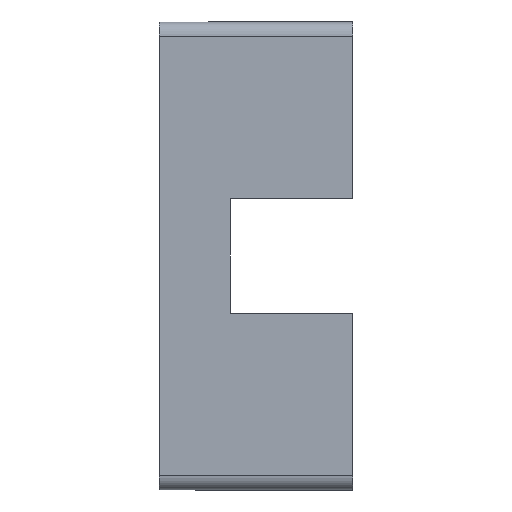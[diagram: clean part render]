
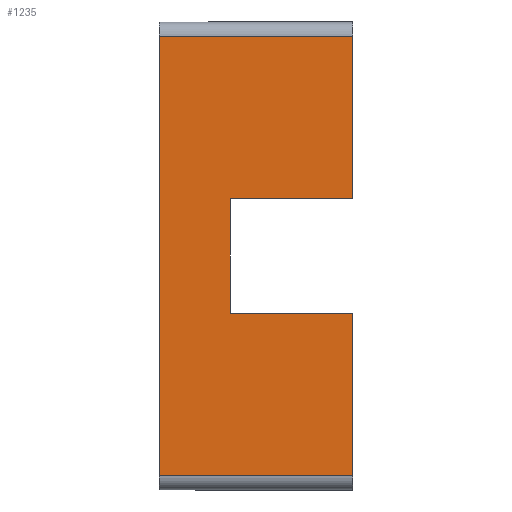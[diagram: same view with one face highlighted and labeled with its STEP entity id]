
A CAD part, left-side view. The second image highlights one B-rep face of the part: STEP entity #1235.
In plain terms, the highlighted planar face has unit normal (-1, 0, 0).
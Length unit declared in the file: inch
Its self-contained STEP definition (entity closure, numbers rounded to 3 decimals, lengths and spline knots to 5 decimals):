
#162 = EDGE_CURVE ( 'NONE', #751, #1660, #1883, .T. ) ;
#181 = CARTESIAN_POINT ( 'NONE',  ( -0.65, 0., -0.1 ) ) ;
#190 = ORIENTED_EDGE ( 'NONE', *, *, #1832, .T. ) ;
#214 = CARTESIAN_POINT ( 'NONE',  ( -0.65, 0., 0.1 ) ) ;
#254 = VECTOR ( 'NONE', #2004, 39.37008 ) ;
#360 = ORIENTED_EDGE ( 'NONE', *, *, #162, .T. ) ;
#383 = LINE ( 'NONE', #2007, #254 ) ;
#422 = ORIENTED_EDGE ( 'NONE', *, *, #1313, .T. ) ;
#434 = DIRECTION ( 'NONE',  ( 0., 0., 1. ) ) ;
#435 = CARTESIAN_POINT ( 'NONE',  ( -0.65, 0.125, 0.41 ) ) ;
#466 = CARTESIAN_POINT ( 'NONE',  ( -0.65, 0.125, -0.385 ) ) ;
#548 = ORIENTED_EDGE ( 'NONE', *, *, #1815, .F. ) ;
#601 = ORIENTED_EDGE ( 'NONE', *, *, #1913, .T. ) ;
#614 = LINE ( 'NONE', #435, #1522 ) ;
#632 = LINE ( 'NONE', #1906, #1042 ) ;
#698 = VECTOR ( 'NONE', #910, 39.37008 ) ;
#751 = VERTEX_POINT ( 'NONE', #928 ) ;
#755 = DIRECTION ( 'NONE',  ( 0., 1., 0. ) ) ;
#775 = EDGE_LOOP ( 'NONE', ( #795, #601, #1695, #360, #190, #1087, #422, #548 ) ) ;
#795 = ORIENTED_EDGE ( 'NONE', *, *, #1246, .F. ) ;
#811 = CARTESIAN_POINT ( 'NONE',  ( -0.65, 0.125, 0.385 ) ) ;
#872 = DIRECTION ( 'NONE',  ( 0., 0., 1. ) ) ;
#877 = CARTESIAN_POINT ( 'NONE',  ( -0.65, -0.2147, -0.41 ) ) ;
#894 = CARTESIAN_POINT ( 'NONE',  ( -0.65, -0.2147, 0.1 ) ) ;
#910 = DIRECTION ( 'NONE',  ( 0., 1., 0. ) ) ;
#924 = CARTESIAN_POINT ( 'NONE',  ( -0.65, -0.2147, 0.1 ) ) ;
#928 = CARTESIAN_POINT ( 'NONE',  ( -0.65, 0.125, -0.385 ) ) ;
#933 = CARTESIAN_POINT ( 'NONE',  ( -0.65, -0.2147, 0.385 ) ) ;
#998 = LINE ( 'NONE', #811, #1443 ) ;
#1033 = VERTEX_POINT ( 'NONE', #214 ) ;
#1042 = VECTOR ( 'NONE', #1901, 39.37008 ) ;
#1087 = ORIENTED_EDGE ( 'NONE', *, *, #1271, .T. ) ;
#1110 = VECTOR ( 'NONE', #872, 39.37008 ) ;
#1169 = VERTEX_POINT ( 'NONE', #2252 ) ;
#1205 = CARTESIAN_POINT ( 'NONE',  ( -0.65, -0.2147, -0.385 ) ) ;
#1235 = ADVANCED_FACE ( 'NONE', ( #2232 ), #2053, .F. ) ;
#1246 = EDGE_CURVE ( 'NONE', #1804, #1849, #383, .T. ) ;
#1271 = EDGE_CURVE ( 'NONE', #1169, #2318, #2057, .T. ) ;
#1313 = EDGE_CURVE ( 'NONE', #2318, #1033, #632, .T. ) ;
#1322 = VERTEX_POINT ( 'NONE', #1897 ) ;
#1443 = VECTOR ( 'NONE', #755, 39.37008 ) ;
#1475 = VECTOR ( 'NONE', #1733, 39.37008 ) ;
#1522 = VECTOR ( 'NONE', #434, 39.37008 ) ;
#1602 = VECTOR ( 'NONE', #1973, 39.37008 ) ;
#1614 = LINE ( 'NONE', #877, #1110 ) ;
#1660 = VERTEX_POINT ( 'NONE', #1205 ) ;
#1695 = ORIENTED_EDGE ( 'NONE', *, *, #2181, .F. ) ;
#1733 = DIRECTION ( 'NONE',  ( 0., -1., 0. ) ) ;
#1804 = VERTEX_POINT ( 'NONE', #933 ) ;
#1815 = EDGE_CURVE ( 'NONE', #1849, #1033, #2187, .T. ) ;
#1832 = EDGE_CURVE ( 'NONE', #1660, #1169, #1614, .T. ) ;
#1849 = VERTEX_POINT ( 'NONE', #894 ) ;
#1883 = LINE ( 'NONE', #466, #1475 ) ;
#1897 = CARTESIAN_POINT ( 'NONE',  ( -0.65, 0.125, 0.385 ) ) ;
#1901 = DIRECTION ( 'NONE',  ( 0., 0., 1. ) ) ;
#1906 = CARTESIAN_POINT ( 'NONE',  ( -0.65, 0., 0.41 ) ) ;
#1913 = EDGE_CURVE ( 'NONE', #1804, #1322, #998, .T. ) ;
#1973 = DIRECTION ( 'NONE',  ( 0., 1., 0. ) ) ;
#1979 = CARTESIAN_POINT ( 'NONE',  ( -0.65, -0.2147, -0.1 ) ) ;
#2004 = DIRECTION ( 'NONE',  ( 0., 0., -1. ) ) ;
#2007 = CARTESIAN_POINT ( 'NONE',  ( -0.65, -0.2147, 0.41 ) ) ;
#2027 = DIRECTION ( 'NONE',  ( 0., 0., -1. ) ) ;
#2029 = DIRECTION ( 'NONE',  ( 1., 0., 0. ) ) ;
#2051 = CARTESIAN_POINT ( 'NONE',  ( -0.65, 0.125, 0.41 ) ) ;
#2053 = PLANE ( 'NONE',  #2347 ) ;
#2057 = LINE ( 'NONE', #1979, #1602 ) ;
#2181 = EDGE_CURVE ( 'NONE', #751, #1322, #614, .T. ) ;
#2187 = LINE ( 'NONE', #924, #698 ) ;
#2232 = FACE_OUTER_BOUND ( 'NONE', #775, .T. ) ;
#2252 = CARTESIAN_POINT ( 'NONE',  ( -0.65, -0.2147, -0.1 ) ) ;
#2318 = VERTEX_POINT ( 'NONE', #181 ) ;
#2347 = AXIS2_PLACEMENT_3D ( 'NONE', #2051, #2029, #2027 ) ;
